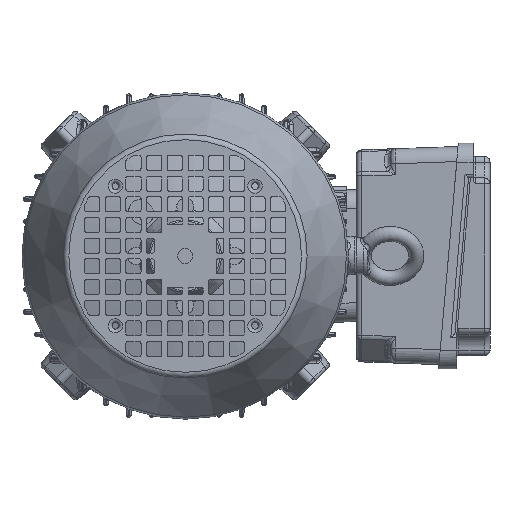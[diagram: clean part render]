
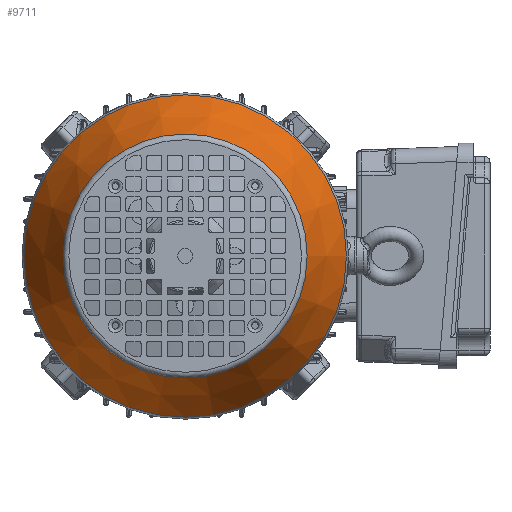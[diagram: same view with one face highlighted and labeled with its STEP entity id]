
A CAD part, left-side view. The second image highlights one B-rep face of the part: STEP entity #9711.
In plain terms, the highlighted conical face has half-angle 25 degrees and reference radius 64.883 mm.
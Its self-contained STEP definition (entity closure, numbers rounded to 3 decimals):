
#9711 = ADVANCED_FACE( '', ( #20158, #20159 ), #20160, .T. );
#20158 = FACE_OUTER_BOUND( '', #141609, .T. );
#20159 = FACE_BOUND( '', #141610, .T. );
#20160 = CONICAL_SURFACE( '', #141611, 64.884, 0.436 );
#141609 = EDGE_LOOP( '', ( #177430 ) );
#141610 = EDGE_LOOP( '', ( #177431 ) );
#141611 = AXIS2_PLACEMENT_3D( '', #177432, #177433, #177434 );
#177430 = ORIENTED_EDGE( '', *, *, #183376, .T. );
#177431 = ORIENTED_EDGE( '', *, *, #190446, .T. );
#177432 = CARTESIAN_POINT( '', ( -148.172, 0., 0. ) );
#177433 = DIRECTION( '', ( 1., 0., 0. ) );
#177434 = DIRECTION( '', ( 0., -1., 0. ) );
#183376 = EDGE_CURVE( '', #197995, #197995, #197996, .T. );
#190446 = EDGE_CURVE( '', #207550, #207550, #207551, .T. );
#197995 = VERTEX_POINT( '', #241747 );
#197996 = CIRCLE( '', #241748, 85.769 );
#207550 = VERTEX_POINT( '', #290249 );
#207551 = CIRCLE( '', #290250, 64.884 );
#241747 = CARTESIAN_POINT( '', ( -103.382, -85.769, 0. ) );
#241748 = AXIS2_PLACEMENT_3D( '', #297916, #297917, #297918 );
#290249 = CARTESIAN_POINT( '', ( -148.172, -64.884, 0. ) );
#290250 = AXIS2_PLACEMENT_3D( '', #306089, #306090, #306091 );
#297916 = CARTESIAN_POINT( '', ( -103.382, 0., 0. ) );
#297917 = DIRECTION( '', ( -1., 0., 0. ) );
#297918 = DIRECTION( '', ( 0., -1., 0. ) );
#306089 = CARTESIAN_POINT( '', ( -148.172, 0., 0. ) );
#306090 = DIRECTION( '', ( 1., 0., 0. ) );
#306091 = DIRECTION( '', ( 0., -1., 0. ) );
